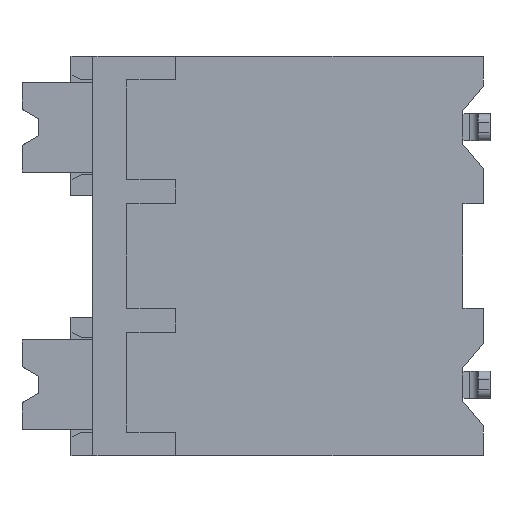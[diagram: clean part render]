
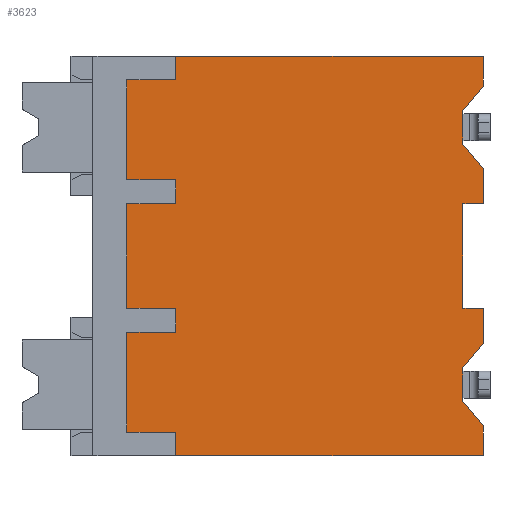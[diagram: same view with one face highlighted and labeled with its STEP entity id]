
A CAD part, left-side view. The second image highlights one B-rep face of the part: STEP entity #3623.
In plain terms, the highlighted planar face has unit normal (-1, 0, 0).
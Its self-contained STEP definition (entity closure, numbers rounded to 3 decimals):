
#50=DIRECTION('',(0.,-1.,0.));
#51=VECTOR('',#50,9.1);
#52=CARTESIAN_POINT('',(0.,9.1,-9.72));
#53=LINE('',#52,#51);
#390=DIRECTION('',(0.,0.,1.));
#391=VECTOR('',#390,0.885);
#392=CARTESIAN_POINT('',(0.,0.,1.215));
#393=LINE('',#392,#391);
#406=DIRECTION('',(0.,0.,1.));
#407=VECTOR('',#406,0.885);
#408=CARTESIAN_POINT('',(0.,0.,-9.72));
#409=LINE('',#408,#407);
#414=DIRECTION('',(0.,0.,1.));
#415=VECTOR('',#414,1.045);
#416=CARTESIAN_POINT('',(0.,0.,-2.26));
#417=LINE('',#416,#415);
#438=DIRECTION('',(0.,0.,1.));
#439=VECTOR('',#438,1.045);
#440=CARTESIAN_POINT('',(0.,0.,-6.405));
#441=LINE('',#440,#439);
#446=DIRECTION('',(0.,0.,1.));
#447=VECTOR('',#446,0.71);
#448=CARTESIAN_POINT('',(0.,9.1,-2.26));
#449=LINE('',#448,#447);
#450=DIRECTION('',(0.,-1.,0.));
#451=VECTOR('',#450,1.45);
#452=CARTESIAN_POINT('',(0.,10.55,-1.55));
#453=LINE('',#452,#451);
#454=DIRECTION('',(0.,0.,1.));
#455=VECTOR('',#454,2.95);
#456=CARTESIAN_POINT('',(0.,10.55,-1.55));
#457=LINE('',#456,#455);
#458=DIRECTION('',(0.,1.,0.));
#459=VECTOR('',#458,1.45);
#460=CARTESIAN_POINT('',(0.,9.1,1.4));
#461=LINE('',#460,#459);
#462=DIRECTION('',(0.,0.,1.));
#463=VECTOR('',#462,0.7);
#464=CARTESIAN_POINT('',(0.,9.1,1.4));
#465=LINE('',#464,#463);
#466=DIRECTION('',(0.,-0.643,0.766));
#467=VECTOR('',#466,0.933);
#468=CARTESIAN_POINT('',(0.,0.6,0.5));
#469=LINE('',#468,#467);
#470=DIRECTION('',(0.,0.,1.));
#471=VECTOR('',#470,1.);
#472=CARTESIAN_POINT('',(0.,0.6,-0.5));
#473=LINE('',#472,#471);
#474=DIRECTION('',(0.,0.643,0.766));
#475=VECTOR('',#474,0.933);
#476=CARTESIAN_POINT('',(0.,0.,-1.215));
#477=LINE('',#476,#475);
#478=DIRECTION('',(0.,1.,0.));
#479=VECTOR('',#478,0.6);
#480=CARTESIAN_POINT('',(0.,0.,-2.26));
#481=LINE('',#480,#479);
#482=DIRECTION('',(0.,0.,1.));
#483=VECTOR('',#482,3.1);
#484=CARTESIAN_POINT('',(0.,0.6,-5.36));
#485=LINE('',#484,#483);
#486=DIRECTION('',(0.,1.,0.));
#487=VECTOR('',#486,0.6);
#488=CARTESIAN_POINT('',(0.,0.,-5.36));
#489=LINE('',#488,#487);
#490=DIRECTION('',(0.,-0.643,0.766));
#491=VECTOR('',#490,0.933);
#492=CARTESIAN_POINT('',(0.,0.6,-7.12));
#493=LINE('',#492,#491);
#494=DIRECTION('',(0.,0.,1.));
#495=VECTOR('',#494,1.);
#496=CARTESIAN_POINT('',(0.,0.6,-8.12));
#497=LINE('',#496,#495);
#498=DIRECTION('',(0.,0.643,0.766));
#499=VECTOR('',#498,0.933);
#500=CARTESIAN_POINT('',(0.,0.,-8.835));
#501=LINE('',#500,#499);
#502=DIRECTION('',(0.,0.,1.));
#503=VECTOR('',#502,0.7);
#504=CARTESIAN_POINT('',(0.,9.1,-9.72));
#505=LINE('',#504,#503);
#506=DIRECTION('',(0.,-1.,0.));
#507=VECTOR('',#506,1.45);
#508=CARTESIAN_POINT('',(0.,10.55,-9.02));
#509=LINE('',#508,#507);
#510=DIRECTION('',(0.,0.,1.));
#511=VECTOR('',#510,2.95);
#512=CARTESIAN_POINT('',(0.,10.55,-9.02));
#513=LINE('',#512,#511);
#514=DIRECTION('',(0.,1.,0.));
#515=VECTOR('',#514,1.45);
#516=CARTESIAN_POINT('',(0.,9.1,-6.07));
#517=LINE('',#516,#515);
#518=DIRECTION('',(0.,0.,1.));
#519=VECTOR('',#518,0.71);
#520=CARTESIAN_POINT('',(0.,9.1,-6.07));
#521=LINE('',#520,#519);
#522=DIRECTION('',(0.,-1.,0.));
#523=VECTOR('',#522,1.45);
#524=CARTESIAN_POINT('',(0.,10.55,-5.36));
#525=LINE('',#524,#523);
#526=DIRECTION('',(0.,0.,1.));
#527=VECTOR('',#526,3.1);
#528=CARTESIAN_POINT('',(0.,10.55,-5.36));
#529=LINE('',#528,#527);
#530=DIRECTION('',(0.,1.,0.));
#531=VECTOR('',#530,1.45);
#532=CARTESIAN_POINT('',(0.,9.1,-2.26));
#533=LINE('',#532,#531);
#1326=DIRECTION('',(0.,-1.,0.));
#1327=VECTOR('',#1326,9.1);
#1328=CARTESIAN_POINT('',(0.,9.1,2.1));
#1329=LINE('',#1328,#1327);
#2343=CARTESIAN_POINT('',(0.,9.1,-9.72));
#2344=VERTEX_POINT('',#2343);
#2345=CARTESIAN_POINT('',(0.,0.,-9.72));
#2346=VERTEX_POINT('',#2345);
#2371=CARTESIAN_POINT('',(0.,9.1,2.1));
#2372=VERTEX_POINT('',#2371);
#2373=CARTESIAN_POINT('',(0.,0.,2.1));
#2374=VERTEX_POINT('',#2373);
#2657=CARTESIAN_POINT('',(0.,9.1,1.4));
#2658=VERTEX_POINT('',#2657);
#2659=CARTESIAN_POINT('',(0.,10.55,1.4));
#2660=VERTEX_POINT('',#2659);
#2665=CARTESIAN_POINT('',(0.,9.1,-9.02));
#2666=VERTEX_POINT('',#2665);
#2667=CARTESIAN_POINT('',(0.,10.55,-9.02));
#2668=VERTEX_POINT('',#2667);
#2749=CARTESIAN_POINT('',(0.,0.,-1.215));
#2750=CARTESIAN_POINT('',(0.,0.6,-0.5));
#2751=VERTEX_POINT('',#2749);
#2752=VERTEX_POINT('',#2750);
#2753=CARTESIAN_POINT('',(0.,0.6,0.5));
#2754=VERTEX_POINT('',#2753);
#2755=CARTESIAN_POINT('',(0.,0.,1.215));
#2756=VERTEX_POINT('',#2755);
#2765=CARTESIAN_POINT('',(0.,0.,-8.835));
#2766=CARTESIAN_POINT('',(0.,0.6,-8.12));
#2767=VERTEX_POINT('',#2765);
#2768=VERTEX_POINT('',#2766);
#2769=CARTESIAN_POINT('',(0.,0.6,-7.12));
#2770=VERTEX_POINT('',#2769);
#2771=CARTESIAN_POINT('',(0.,0.,-6.405));
#2772=VERTEX_POINT('',#2771);
#2809=CARTESIAN_POINT('',(0.,0.,-2.26));
#2810=CARTESIAN_POINT('',(0.,0.6,-2.26));
#2811=VERTEX_POINT('',#2809);
#2812=VERTEX_POINT('',#2810);
#2813=CARTESIAN_POINT('',(0.,0.,-5.36));
#2814=CARTESIAN_POINT('',(0.,0.6,-5.36));
#2815=VERTEX_POINT('',#2813);
#2816=VERTEX_POINT('',#2814);
#2873=CARTESIAN_POINT('',(0.,9.1,-1.55));
#2874=VERTEX_POINT('',#2873);
#2875=CARTESIAN_POINT('',(0.,9.1,-2.26));
#2876=VERTEX_POINT('',#2875);
#2877=CARTESIAN_POINT('',(0.,9.1,-6.07));
#2878=VERTEX_POINT('',#2877);
#2879=CARTESIAN_POINT('',(0.,9.1,-5.36));
#2880=VERTEX_POINT('',#2879);
#2881=CARTESIAN_POINT('',(0.,10.55,-1.55));
#2882=VERTEX_POINT('',#2881);
#2883=CARTESIAN_POINT('',(0.,10.55,-2.26));
#2884=VERTEX_POINT('',#2883);
#2885=CARTESIAN_POINT('',(0.,10.55,-6.07));
#2886=VERTEX_POINT('',#2885);
#2887=CARTESIAN_POINT('',(0.,10.55,-5.36));
#2888=VERTEX_POINT('',#2887);
#3566=CARTESIAN_POINT('',(0.,9.1,-9.72));
#3567=DIRECTION('',(-1.,0.,0.));
#3568=DIRECTION('',(0.,-1.,0.));
#3569=AXIS2_PLACEMENT_3D('',#3566,#3567,#3568);
#3570=PLANE('',#3569);
#3572=ORIENTED_EDGE('',*,*,#3571,.T.);
#3574=ORIENTED_EDGE('',*,*,#3573,.F.);
#3576=ORIENTED_EDGE('',*,*,#3575,.T.);
#3578=ORIENTED_EDGE('',*,*,#3577,.F.);
#3580=ORIENTED_EDGE('',*,*,#3579,.T.);
#3582=ORIENTED_EDGE('',*,*,#3581,.T.);
#3583=ORIENTED_EDGE('',*,*,#3489,.F.);
#3584=ORIENTED_EDGE('',*,*,#3557,.F.);
#3586=ORIENTED_EDGE('',*,*,#3585,.F.);
#3588=ORIENTED_EDGE('',*,*,#3587,.F.);
#3589=ORIENTED_EDGE('',*,*,#3523,.F.);
#3591=ORIENTED_EDGE('',*,*,#3590,.T.);
#3593=ORIENTED_EDGE('',*,*,#3592,.F.);
#3595=ORIENTED_EDGE('',*,*,#3594,.F.);
#3596=ORIENTED_EDGE('',*,*,#3547,.F.);
#3598=ORIENTED_EDGE('',*,*,#3597,.F.);
#3600=ORIENTED_EDGE('',*,*,#3599,.F.);
#3602=ORIENTED_EDGE('',*,*,#3601,.F.);
#3603=ORIENTED_EDGE('',*,*,#3511,.F.);
#3604=ORIENTED_EDGE('',*,*,#3072,.F.);
#3606=ORIENTED_EDGE('',*,*,#3605,.T.);
#3608=ORIENTED_EDGE('',*,*,#3607,.F.);
#3610=ORIENTED_EDGE('',*,*,#3609,.T.);
#3612=ORIENTED_EDGE('',*,*,#3611,.F.);
#3614=ORIENTED_EDGE('',*,*,#3613,.T.);
#3616=ORIENTED_EDGE('',*,*,#3615,.F.);
#3618=ORIENTED_EDGE('',*,*,#3617,.T.);
#3620=ORIENTED_EDGE('',*,*,#3619,.F.);
#3621=EDGE_LOOP('',(#3572,#3574,#3576,#3578,#3580,#3582,#3583,#3584,#3586,#3588,
#3589,#3591,#3593,#3595,#3596,#3598,#3600,#3602,#3603,#3604,#3606,#3608,#3610,
#3612,#3614,#3616,#3618,#3620));
#3622=FACE_OUTER_BOUND('',#3621,.F.);
#3072=EDGE_CURVE('',#2344,#2346,#53,.T.);
#3489=EDGE_CURVE('',#2756,#2374,#393,.T.);
#3511=EDGE_CURVE('',#2346,#2767,#409,.T.);
#3523=EDGE_CURVE('',#2811,#2751,#417,.T.);
#3547=EDGE_CURVE('',#2772,#2815,#441,.T.);
#3557=EDGE_CURVE('',#2754,#2756,#469,.T.);
#3571=EDGE_CURVE('',#2876,#2874,#449,.T.);
#3573=EDGE_CURVE('',#2882,#2874,#453,.T.);
#3575=EDGE_CURVE('',#2882,#2660,#457,.T.);
#3577=EDGE_CURVE('',#2658,#2660,#461,.T.);
#3579=EDGE_CURVE('',#2658,#2372,#465,.T.);
#3581=EDGE_CURVE('',#2372,#2374,#1329,.T.);
#3585=EDGE_CURVE('',#2752,#2754,#473,.T.);
#3587=EDGE_CURVE('',#2751,#2752,#477,.T.);
#3590=EDGE_CURVE('',#2811,#2812,#481,.T.);
#3592=EDGE_CURVE('',#2816,#2812,#485,.T.);
#3594=EDGE_CURVE('',#2815,#2816,#489,.T.);
#3597=EDGE_CURVE('',#2770,#2772,#493,.T.);
#3599=EDGE_CURVE('',#2768,#2770,#497,.T.);
#3601=EDGE_CURVE('',#2767,#2768,#501,.T.);
#3605=EDGE_CURVE('',#2344,#2666,#505,.T.);
#3607=EDGE_CURVE('',#2668,#2666,#509,.T.);
#3609=EDGE_CURVE('',#2668,#2886,#513,.T.);
#3611=EDGE_CURVE('',#2878,#2886,#517,.T.);
#3613=EDGE_CURVE('',#2878,#2880,#521,.T.);
#3615=EDGE_CURVE('',#2888,#2880,#525,.T.);
#3617=EDGE_CURVE('',#2888,#2884,#529,.T.);
#3619=EDGE_CURVE('',#2876,#2884,#533,.T.);
#3623=ADVANCED_FACE('',(#3622),#3570,.T.);
